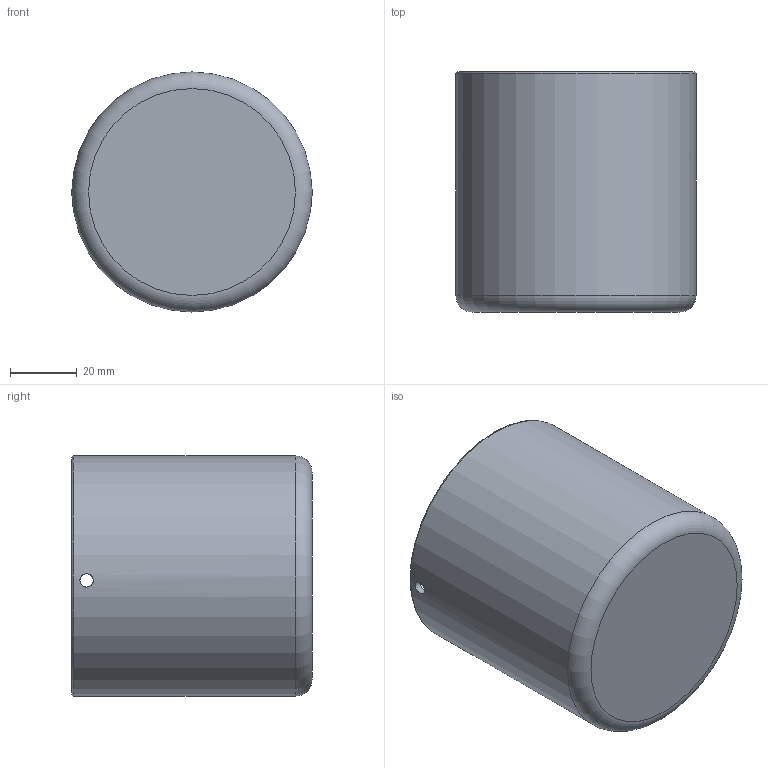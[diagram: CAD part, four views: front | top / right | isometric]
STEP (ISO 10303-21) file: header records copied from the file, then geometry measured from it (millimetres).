
FILE_DESCRIPTION(/* description */ (''),/* implementation_level */ '2;1');
FILE_NAME(/* name */ 'Collection Vessel.step',/* time_stamp */ '2022-03-01T12:32:58+01:00',/* author */ (''),/* organization */ (''),/* preprocessor_version */ 'ST-DEVELOPER v18.1',/* originating_system */ 'Autodesk Translation Framework v10.13.0.1454',/* authorisation */ '');
FILE_SCHEMA (('AUTOMOTIVE_DESIGN { 1 0 10303 214 3 1 1 }'));
Length unit declared in the file: millimetre
Products named in the file (1): Filtration_Set_2ports_Collection Vessel
Bounding box: 72 x 72.02 x 72 mm (x, y, z)
Volume: 37972.8 mm3; surface area: 38570.2 mm2
Topology: 1 solids, 1 shells, 11 faces, 34 edges, 24 vertices
Faces by surface type: torus 4, cylinder 4, plane 3
Full cylindrical faces by diameter (mm): 4 x2, 68 x1, 72 x1
Entity records: 561 total; most frequent: CARTESIAN_POINT 218, ORIENTED_EDGE 68, DIRECTION 62, EDGE_CURVE 34, AXIS2_PLACEMENT_3D 28, VERTEX_POINT 24, CIRCLE 16, EDGE_LOOP 14
